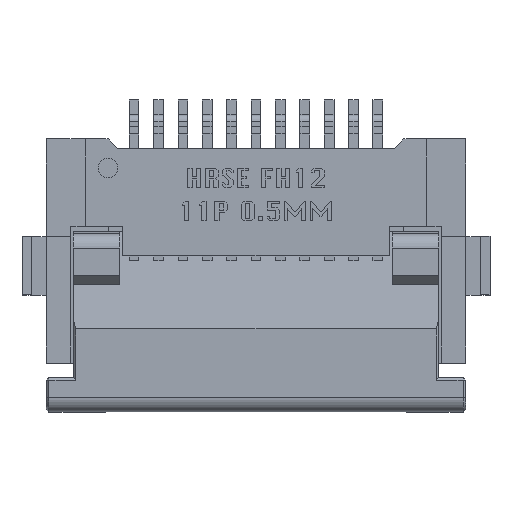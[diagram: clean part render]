
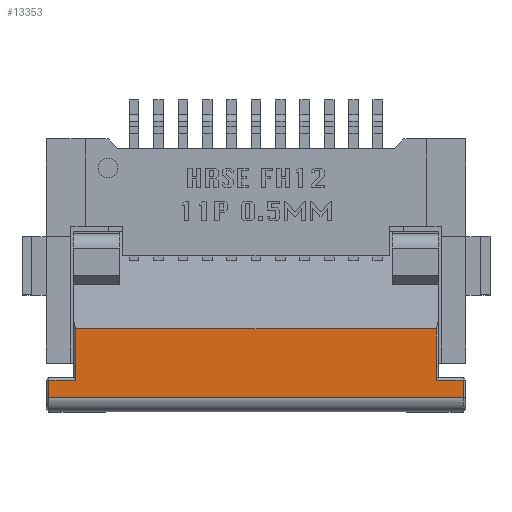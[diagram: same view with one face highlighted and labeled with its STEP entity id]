
A CAD part, top view. The second image highlights one B-rep face of the part: STEP entity #13353.
In plain terms, the highlighted planar face has unit normal (0, 0, 1).
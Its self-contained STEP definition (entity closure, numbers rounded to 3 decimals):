
#383=FACE_OUTER_BOUND('',#1079,.T.);
#1079=EDGE_LOOP('',(#9766,#9767,#9768,#9769,#9770,#9771,#9772,#9773));
#2173=LINE('',#19157,#4018);
#2201=LINE('',#19216,#4046);
#2212=LINE('',#19241,#4057);
#2226=LINE('',#19268,#4071);
#2235=LINE('',#19283,#4080);
#2241=LINE('',#19298,#4086);
#2253=LINE('',#19323,#4098);
#2254=LINE('',#19325,#4099);
#4018=VECTOR('',#15663,0.55);
#4046=VECTOR('',#15709,0.55);
#4057=VECTOR('',#15734,0.35);
#4071=VECTOR('',#15758,1.05);
#4080=VECTOR('',#15773,0.35);
#4086=VECTOR('',#15789,1.05);
#4098=VECTOR('',#15811,8.5);
#4099=VECTOR('',#15814,7.4);
#5654=VERTEX_POINT('',#19152);
#5655=VERTEX_POINT('',#19156);
#5673=VERTEX_POINT('',#19206);
#5677=VERTEX_POINT('',#19215);
#5683=VERTEX_POINT('',#19235);
#5692=VERTEX_POINT('',#19267);
#5694=VERTEX_POINT('',#19279);
#5699=VERTEX_POINT('',#19296);
#7119=EDGE_CURVE('',#5655,#5654,#2173,.T.);
#7147=EDGE_CURVE('',#5673,#5677,#2201,.T.);
#7160=EDGE_CURVE('',#5683,#5673,#2212,.T.);
#7174=EDGE_CURVE('',#5677,#5692,#2226,.T.);
#7183=EDGE_CURVE('',#5654,#5694,#2235,.T.);
#7191=EDGE_CURVE('',#5699,#5655,#2241,.T.);
#7204=EDGE_CURVE('',#5683,#5694,#2253,.T.);
#7205=EDGE_CURVE('',#5692,#5699,#2254,.T.);
#9766=ORIENTED_EDGE('',*,*,#7174,.F.);
#9767=ORIENTED_EDGE('',*,*,#7147,.F.);
#9768=ORIENTED_EDGE('',*,*,#7160,.F.);
#9769=ORIENTED_EDGE('',*,*,#7204,.T.);
#9770=ORIENTED_EDGE('',*,*,#7183,.F.);
#9771=ORIENTED_EDGE('',*,*,#7119,.F.);
#9772=ORIENTED_EDGE('',*,*,#7191,.F.);
#9773=ORIENTED_EDGE('',*,*,#7205,.F.);
#12350=PLANE('',#14045);
#13353=ADVANCED_FACE('',(#383),#12350,.T.);
#14045=AXIS2_PLACEMENT_3D('',#19324,#15812,#15813);
#15663=DIRECTION('',(1.,0.,0.));
#15709=DIRECTION('',(1.,0.,0.));
#15734=DIRECTION('',(0.,1.,0.));
#15758=DIRECTION('',(0.,1.,0.));
#15773=DIRECTION('',(0.,-1.,0.));
#15789=DIRECTION('',(0.,-1.,0.));
#15811=DIRECTION('',(1.,0.,0.));
#15812=DIRECTION('center_axis',(0.,0.,1.));
#15813=DIRECTION('ref_axis',(0.,-1.,0.));
#15814=DIRECTION('',(1.,0.,0.));
#19152=CARTESIAN_POINT('',(4.25,-3.65,2.));
#19156=CARTESIAN_POINT('',(3.7,-3.65,2.));
#19157=CARTESIAN_POINT('',(0.,-3.65,2.));
#19206=CARTESIAN_POINT('',(-4.25,-3.65,2.));
#19215=CARTESIAN_POINT('',(-3.7,-3.65,2.));
#19216=CARTESIAN_POINT('',(0.,-3.65,2.));
#19235=CARTESIAN_POINT('',(-4.25,-4.,2.));
#19241=CARTESIAN_POINT('',(-4.25,-3.767,2.));
#19267=CARTESIAN_POINT('',(-3.7,-2.6,2.));
#19268=CARTESIAN_POINT('',(-3.7,-2.896,2.));
#19279=CARTESIAN_POINT('',(4.25,-4.,2.));
#19283=CARTESIAN_POINT('',(4.25,-3.767,2.));
#19296=CARTESIAN_POINT('',(3.7,-2.6,2.));
#19298=CARTESIAN_POINT('',(3.7,-2.896,2.));
#19323=CARTESIAN_POINT('',(0.,-4.,2.));
#19324=CARTESIAN_POINT('Origin',(0.,-3.6,2.));
#19325=CARTESIAN_POINT('',(0.,-2.6,2.));
